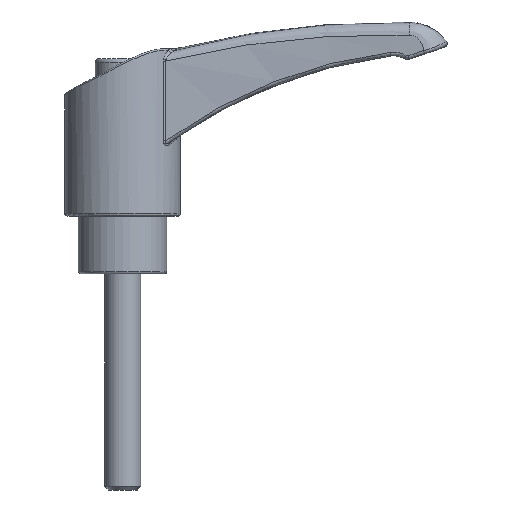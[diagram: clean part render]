
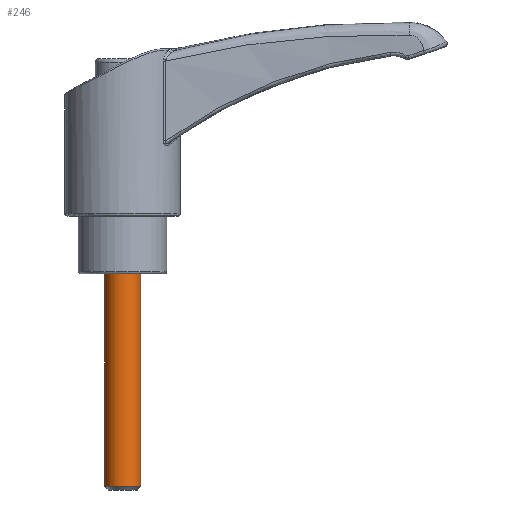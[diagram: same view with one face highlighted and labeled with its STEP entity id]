
A CAD part, front view. The second image highlights one B-rep face of the part: STEP entity #246.
In plain terms, the highlighted cylindrical face has radius 2.5 mm (diameter 5 mm), a full revolution.
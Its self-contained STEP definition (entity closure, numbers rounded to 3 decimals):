
#246 = ADVANCED_FACE( '', ( #506, #507 ), #508, .T. );
#506 = FACE_OUTER_BOUND( '', #6399, .T. );
#507 = FACE_OUTER_BOUND( '', #6400, .T. );
#508 = CYLINDRICAL_SURFACE( '', #6401, 2.5 );
#6399 = EDGE_LOOP( '', ( #7469 ) );
#6400 = EDGE_LOOP( '', ( #7470 ) );
#6401 = AXIS2_PLACEMENT_3D( '', #7471, #7472, #7473 );
#7469 = ORIENTED_EDGE( '', *, *, #7727, .T. );
#7470 = ORIENTED_EDGE( '', *, *, #7625, .T. );
#7471 = CARTESIAN_POINT( '', ( 0., 0., -26.832 ) );
#7472 = DIRECTION( '', ( 0., 0., -1. ) );
#7473 = DIRECTION( '', ( 1., 0., 0. ) );
#7625 = EDGE_CURVE( '', #7939, #7939, #7940, .T. );
#7727 = EDGE_CURVE( '', #8085, #8085, #8086, .F. );
#7939 = VERTEX_POINT( '', #9135 );
#7940 = CIRCLE( '', #9136, 2.5 );
#8085 = VERTEX_POINT( '', #10341 );
#8086 = CIRCLE( '', #10342, 2.5 );
#9135 = CARTESIAN_POINT( '', ( 0., 2.5, 3.168 ) );
#9136 = AXIS2_PLACEMENT_3D( '', #11499, #11500, #11501 );
#10341 = CARTESIAN_POINT( '', ( -2.5, 0., -26.332 ) );
#10342 = AXIS2_PLACEMENT_3D( '', #11554, #11555, #11556 );
#11499 = CARTESIAN_POINT( '', ( 0., 0., 3.168 ) );
#11500 = DIRECTION( '', ( 0., 0., -1. ) );
#11501 = DIRECTION( '', ( 0., 1., 0. ) );
#11554 = CARTESIAN_POINT( '', ( 0., 0., -26.332 ) );
#11555 = DIRECTION( '', ( 0., 0., -1. ) );
#11556 = DIRECTION( '', ( -1., 0., 0. ) );
